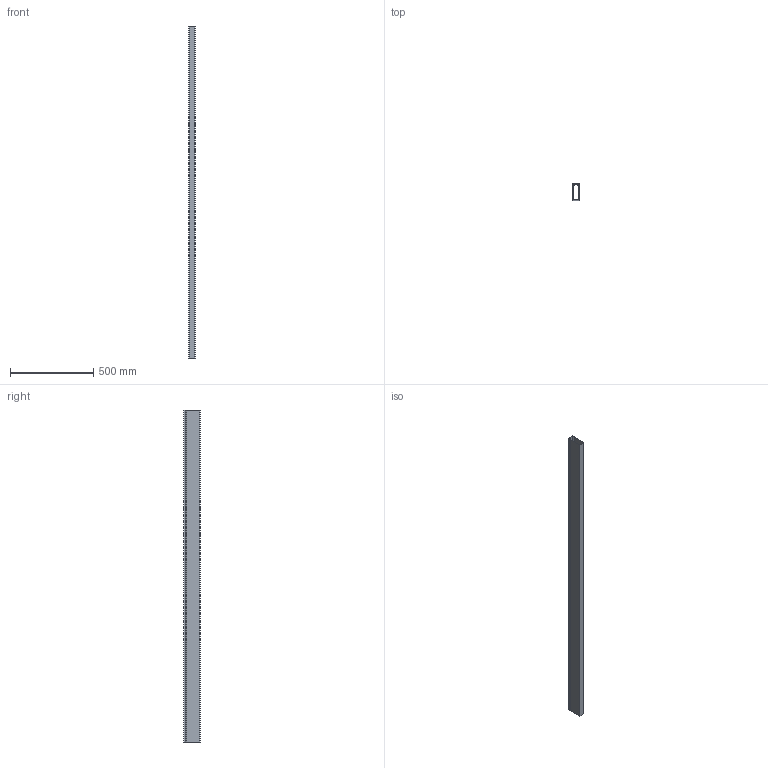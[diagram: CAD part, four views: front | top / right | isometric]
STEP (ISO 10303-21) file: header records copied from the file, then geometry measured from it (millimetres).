
FILE_DESCRIPTION (( 'STEP AP214' ), '1' );
FILE_NAME ('6178334.stp', '2016-08-09T06:03:51', ( '' ), ( '' ), 'SwSTEP 2.0', 'SolidWorks 2014', '' );
FILE_SCHEMA (( 'AUTOMOTIVE_DESIGN' ));
Length unit declared in the file: millimetre
Products named in the file (3): Oberteil_LKV_D_37; 6178334; Unterteil_LKV_100037
Assembly tree (2 placements, depth 2):
  6178334
    Oberteil_LKV_D_37
    Unterteil_LKV_100037
Bounding box: 37.5 x 99.4 x 2000 mm (x, y, z)
Volume: 1137379.4 mm3; surface area: 1147490.1 mm2
Topology: 2 solids, 2 shells, 55 faces, 153 edges, 102 vertices
Faces by surface type: plane 32, cylinder 23
Entity records: 2422 total; most frequent: DIRECTION 319, CARTESIAN_POINT 315, ORIENTED_EDGE 306, EDGE_CURVE 153, LINE 107, VECTOR 107, AXIS2_PLACEMENT_3D 106, VERTEX_POINT 102
